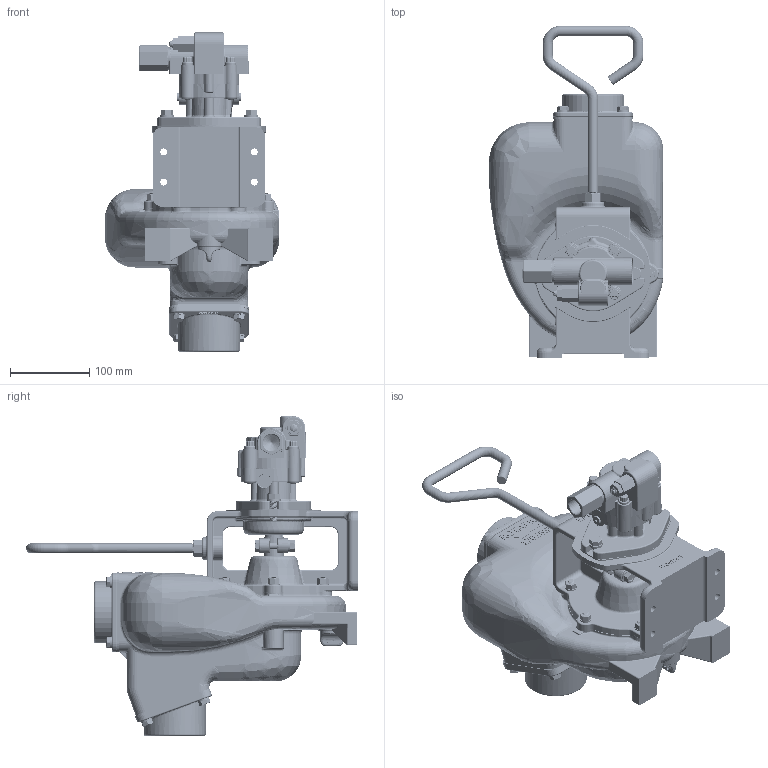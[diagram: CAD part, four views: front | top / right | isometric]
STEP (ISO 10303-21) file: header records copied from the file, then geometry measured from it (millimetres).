
FILE_DESCRIPTION(/* description */ ('2" SS PUMP SUB-ASSY'),/* implementation_level */ '2;1');
FILE_NAME(/* name */ '200PHYSS.stp',/* time_stamp */ '2016-10-13T15:20:23-04:00',/* author */ ('mclevenger'),/* organization */ (''),/* preprocessor_version */ 'ST-DEVELOPER v16.5',/* originating_system */ 'Autodesk Inventor 2017',/* authorisation */ '');
FILE_SCHEMA (('AUTOMOTIVE_DESIGN { 1 0 10303 214 3 1 1 }'));
Products named in the file (43): 200PHYSS; 17026SS; 17026SSX; 17000SS; 17002SS; 17014; 17017; 17017X; 17021; 17020; 18016; V07019; V07018; 17019; 17011SS; 17130SS; 17042; UV15163V; 12777SS; 17049ASS; 17008SS; 17007; 17018; 17010; 15022; 17009B; 17135SS; 17024; 17024B; 17029; V10118; V10119; 17055A; 17056; 6206-2Z_PART1 ; 6206-2Z_PART2 ; 6206-2Z_PART3 ; 6206-2Z_PART4 ; 6206-2Z_PART5 ; HY10131 ...
Assembly tree (89 placements, depth 4):
  200PHYSS
    17026SS
      17026SSX
      17000SS
      17002SS
      17014
      17017
        17017X
        17021
        17020
        18016
        V07019
        V07018
      17019  x8
      V10118  x8
      17011SS
      17130SS  x2
      17042  x6
      UV15163V
      12777SS
    17049ASS
    17008SS
    17007
    17018
    17010
    15022
    17009B
    V10118  x6
    V10119  x6
    17135SS
    17024
      17024B  x2
      17029  x2
      V10118  x2
      V10119  x2
    17055A
    17056
      6206-2Z_PART1 
      6206-2Z_PART2 
      6206-2Z_PART3 
      6206-2Z_PART4 
      6206-2Z_PART5   x9
    HY10131
    HY10132
    18010SS  x2
    V20018  x2
Bounding box: 219.91 x 418.56 x 402.69 mm (x, y, z)
Volume: 3220859.3 mm3; surface area: 1003059.9 mm2
Topology: 85 solids, 90 shells, 7169 faces, 16819 edges, 9827 vertices
Faces by surface type: cylinder 2325, plane 1602, cone 1487, bspline 1117, torus 531, sphere 107
Full cylindrical faces by diameter (mm): 4.762 x3, 6.401 x16, 6.858 x2, 7.137 x1, 7.144 x1, 7.798 x2, 7.925 x8, 7.938 x10, 8.636 x4, 8.89 x4, 9.128 x12, 9.525 x1, 9.652 x6, 9.906 x1, 10.592 x1, 11.112 x1, 11.125 x2, 12.7 x7, 13.716 x2, 13.843 x1, 14.122 x4, 14.351 x2, 14.91 x3, 15.869 x3, 15.875 x4, 16.764 x1, 19.05 x2, 19.685 x7, 20.32 x1, 21.135 x2
Entity records: 210459 total; most frequent: CARTESIAN_POINT 97723, ORIENTED_EDGE 23472, DIRECTION 22017, EDGE_CURVE 11732, AXIS2_PLACEMENT_3D 8611, VERTEX_POINT 7237, EDGE_LOOP 5765, FACE_OUTER_BOUND 5089
